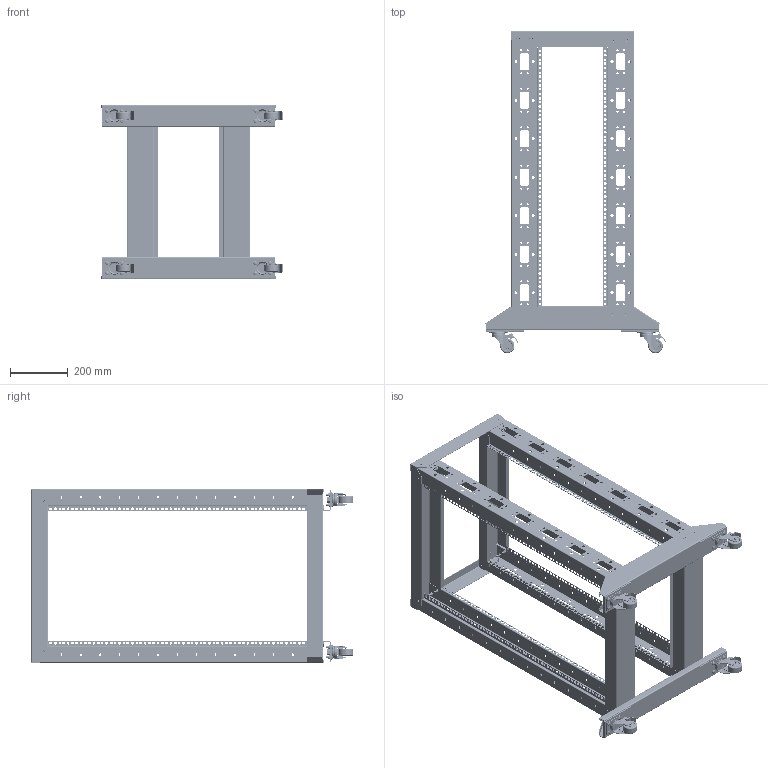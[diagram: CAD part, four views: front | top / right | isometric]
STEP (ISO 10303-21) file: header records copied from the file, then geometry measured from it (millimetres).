
FILE_DESCRIPTION (( 'STEP AP203' ), '1' );
FILE_NAME ('ÊÈÂÀ 193.10.00 ÑÁ ITK LINEA F Ñòîéêà äâóõðàìíàÿ 600õ600_20U.STEP', '2021-12-06T13:31:46', ( '' ), ( '' ), 'SwSTEP 2.0', 'SolidWorks 2017', '' );
FILE_SCHEMA (( 'CONFIG_CONTROL_DESIGN' ));
Length unit declared in the file: millimetre
Products named in the file (22): 妈眚 镱蜞轫铋 󊬲0; ÊÈÂÀ 193.12.00 ÑÁ Ðåáðî (íå íóæíî); Âèíò ìåáåëüíûé Din 603 8x25 îö_Œ6å20; ÊÈÂÀ 193.02.01 Ïåðåìû÷êà; Ãàéêà ôëàíöåâàÿ DIN 6923_Œ6; Hex Nut 5915_gost_ƒ ©ª  M12 ƒŽ‘’ 5915-70; 膰錼勷; 岓臍 193.11.00 捘 侹蜬; 砑霘馯罻 豂錒罻; ÊÈÂÀ 193.10.00 ÑÁ ITK LINEA F Ñòîéêà äâóõðàìíàÿ 600õ600_20U; ÊÈÂÀ 193.01.00 ÑÁ Ïðîôèëü ìîíòàæíûé_20u; 岓臍 193.11.02 砑僗鴀; ﾐ鸙韭; Stud_gost_PreviewCfg; ﾊﾈﾂﾀ 193.12.01 ﾐ裔; ïëàíêà ñòîïîðà; Øïèëüêà äëÿ êîíäåíñàòîðíîé ñâàðêè_Œ6å16; Ðåçüáîâàÿ çàêëåïêà ïîòàé_Œ6; 岓臍 193.11.01 侹蜬; ÊÈÂÀ 193.01.01 Ïðîôèëü ìîíòàæíûé_20u; 昜譇瘔 豂錒罻; ÊÈÂÀ 193.02.00 ÑÁ Ïåðåìû÷êà
Assembly tree (125 placements, depth 3):
  ÊÈÂÀ 193.10.00 ÑÁ ITK LINEA F Ñòîéêà äâóõðàìíàÿ 600õ600_20U
    岓臍 193.11.00 捘 侹蜬  x2
      岓臍 193.11.01 侹蜬
      岓臍 193.11.02 砑僗鴀
      Hex Nut 5915_gost_ƒ ©ª  M12 ƒŽ‘’ 5915-70
    ÊÈÂÀ 193.12.00 ÑÁ Ðåáðî (íå íóæíî)  x2
      ﾊﾈﾂﾀ 193.12.01 ﾐ裔
    ÊÈÂÀ 193.01.00 ÑÁ Ïðîôèëü ìîíòàæíûé_20u  x4
      ÊÈÂÀ 193.01.01 Ïðîôèëü ìîíòàæíûé_20u
      Ðåçüáîâàÿ çàêëåïêà ïîòàé_Œ6
      Øïèëüêà äëÿ êîíäåíñàòîðíîé ñâàðêè_Œ6å16
    ÊÈÂÀ 193.02.00 ÑÁ Ïåðåìû÷êà  x4
      ÊÈÂÀ 193.02.01 Ïåðåìû÷êà
      Øïèëüêà äëÿ êîíäåíñàòîðíîé ñâàðêè_Œ6å16
    妈眚 镱蜞轫铋 󊬲0  x48
    ﾐ鸙韭  x4
      膰錼勷
      昜譇瘔 豂錒罻
      ïëàíêà ñòîïîðà
      砑霘馯罻 豂錒罻
      Stud_gost_PreviewCfg
    Âèíò ìåáåëüíûé Din 603 8x25 îö_Œ6å20  x16
    Ãàéêà ôëàíöåâàÿ DIN 6923_Œ6  x16
Bounding box: 627.6 x 1115.45 x 604 mm (x, y, z)
Volume: 2986021.6 mm3; surface area: 3703723.1 mm2
Topology: 192 solids, 192 shells, 7592 faces, 20024 edges, 12968 vertices
Faces by surface type: plane 4504, cylinder 2236, cone 648, bspline 108, torus 64, sphere 32
Entity records: 51879 total; most frequent: CARTESIAN_POINT 8536, DIRECTION 7841, ORIENTED_EDGE 7830, EDGE_CURVE 3915, VECTOR 2929, LINE 2929, VERTEX_POINT 2551, AXIS2_PLACEMENT_3D 2456
